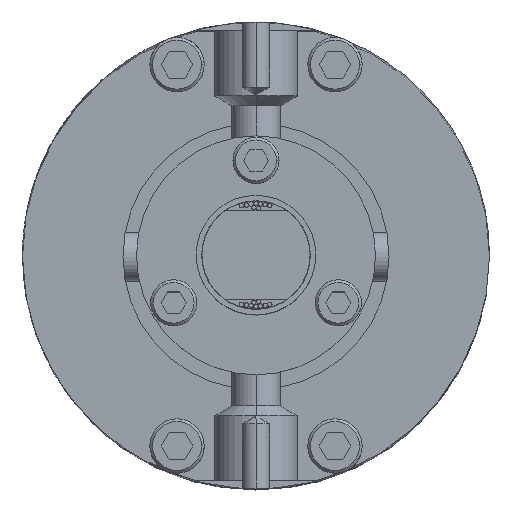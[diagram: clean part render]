
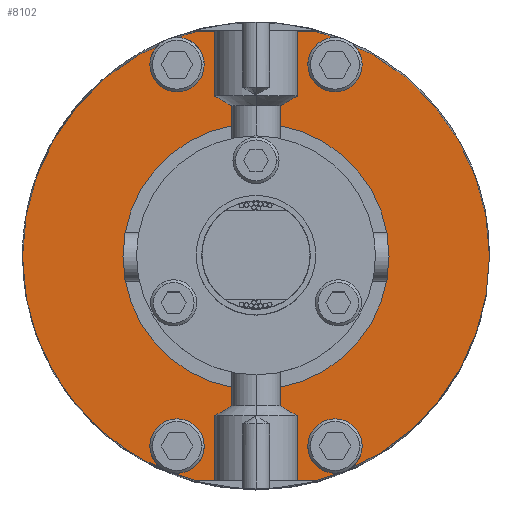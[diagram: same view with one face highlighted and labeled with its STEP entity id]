
A CAD part, top view. The second image highlights one B-rep face of the part: STEP entity #8102.
In plain terms, the highlighted planar face has unit normal (0, 0, -1).
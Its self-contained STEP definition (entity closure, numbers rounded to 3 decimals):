
#7 = CIRCLE ( 'NONE', #2861, 43. ) ;
#78 = DIRECTION ( 'NONE',  ( 0., 0., 1. ) ) ;
#209 = DIRECTION ( 'NONE',  ( 1., 0., 0. ) ) ;
#1107 = CARTESIAN_POINT ( 'NONE',  ( 0., 0., 31. ) ) ;
#1225 = VERTEX_POINT ( 'NONE', #3433 ) ;
#1243 = VERTEX_POINT ( 'NONE', #2034 ) ;
#1346 = ORIENTED_EDGE ( 'NONE', *, *, #5796, .F. ) ;
#1544 = EDGE_CURVE ( 'NONE', #1243, #1225, #5148, .T. ) ;
#1819 = DIRECTION ( 'NONE',  ( 1., 0., 0. ) ) ;
#2034 = CARTESIAN_POINT ( 'NONE',  ( -24.5, 0., 31. ) ) ;
#2065 = DIRECTION ( 'NONE',  ( 1., 0., 0. ) ) ;
#2457 = EDGE_CURVE ( 'NONE', #7849, #3652, #6022, .T. ) ;
#2861 = AXIS2_PLACEMENT_3D ( 'NONE', #4345, #78, #5069 ) ;
#2866 = ORIENTED_EDGE ( 'NONE', *, *, #1544, .T. ) ;
#2908 = CIRCLE ( 'NONE', #7141, 24.5 ) ;
#3294 = AXIS2_PLACEMENT_3D ( 'NONE', #7834, #3591, #8555 ) ;
#3433 = CARTESIAN_POINT ( 'NONE',  ( 24.5, 0., 31. ) ) ;
#3525 = ORIENTED_EDGE ( 'NONE', *, *, #5902, .T. ) ;
#3591 = DIRECTION ( 'NONE',  ( 0., 0., 1. ) ) ;
#3605 = FACE_OUTER_BOUND ( 'NONE', #8213, .T. ) ;
#3652 = VERTEX_POINT ( 'NONE', #7288 ) ;
#3787 = EDGE_LOOP ( 'NONE', ( #2866, #3525 ) ) ;
#4345 = CARTESIAN_POINT ( 'NONE',  ( 0., 0., 31. ) ) ;
#4476 = DIRECTION ( 'NONE',  ( 0., 0., 1. ) ) ;
#5069 = DIRECTION ( 'NONE',  ( 1., 0., 0. ) ) ;
#5148 = CIRCLE ( 'NONE', #6313, 24.5 ) ;
#5796 = EDGE_CURVE ( 'NONE', #3652, #7849, #7, .T. ) ;
#5902 = EDGE_CURVE ( 'NONE', #1225, #1243, #2908, .T. ) ;
#6022 = CIRCLE ( 'NONE', #3294, 43. ) ;
#6074 = DIRECTION ( 'NONE',  ( 0., 0., 1. ) ) ;
#6313 = AXIS2_PLACEMENT_3D ( 'NONE', #1107, #6074, #1819 ) ;
#6323 = DIRECTION ( 'NONE',  ( 0., 0., 1. ) ) ;
#6939 = ORIENTED_EDGE ( 'NONE', *, *, #2457, .F. ) ;
#7141 = AXIS2_PLACEMENT_3D ( 'NONE', #8730, #4476, #209 ) ;
#7288 = CARTESIAN_POINT ( 'NONE',  ( -43., 0., 31. ) ) ;
#7731 = PLANE ( 'NONE',  #7766 ) ;
#7766 = AXIS2_PLACEMENT_3D ( 'NONE', #8440, #6323, #2065 ) ;
#7834 = CARTESIAN_POINT ( 'NONE',  ( 0., 0., 31. ) ) ;
#7849 = VERTEX_POINT ( 'NONE', #8861 ) ;
#8102 = ADVANCED_FACE ( 'NONE', ( #3605, #9049 ), #7731, .F. ) ;
#8213 = EDGE_LOOP ( 'NONE', ( #1346, #6939 ) ) ;
#8440 = CARTESIAN_POINT ( 'NONE',  ( 0., 0., 31. ) ) ;
#8555 = DIRECTION ( 'NONE',  ( 1., 0., 0. ) ) ;
#8730 = CARTESIAN_POINT ( 'NONE',  ( 0., 0., 31. ) ) ;
#8861 = CARTESIAN_POINT ( 'NONE',  ( 43., 0., 31. ) ) ;
#9049 = FACE_BOUND ( 'NONE', #3787, .T. ) ;
